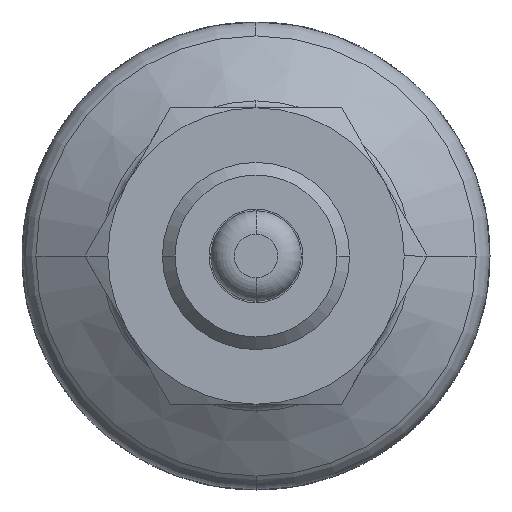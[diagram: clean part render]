
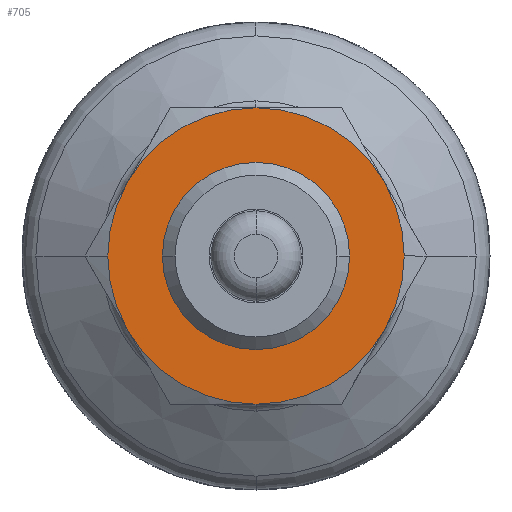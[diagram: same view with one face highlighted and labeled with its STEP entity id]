
A CAD part, front view. The second image highlights one B-rep face of the part: STEP entity #705.
In plain terms, the highlighted planar face has unit normal (0, -1, 0).
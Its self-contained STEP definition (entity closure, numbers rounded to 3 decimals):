
#705=ADVANCED_FACE('',(#2049,#2050),#2051,.T.);
#2049=FACE_OUTER_BOUND('',#4037,.T.);
#2050=FACE_BOUND('',#4038,.T.);
#2051=PLANE('',#4039);
#4037=EDGE_LOOP('',(#6067,#6068,#6069,#6070,#6071,#6072,#6073,#6074));
#4038=EDGE_LOOP('',(#6075,#6076));
#4039=AXIS2_PLACEMENT_3D('',#6077,#6078,#6079);
#6067=ORIENTED_EDGE('',*,*,#12512,.F.);
#6068=ORIENTED_EDGE('',*,*,#12513,.F.);
#6069=ORIENTED_EDGE('',*,*,#12514,.F.);
#6070=ORIENTED_EDGE('',*,*,#12515,.F.);
#6071=ORIENTED_EDGE('',*,*,#12501,.F.);
#6072=ORIENTED_EDGE('',*,*,#12516,.F.);
#6073=ORIENTED_EDGE('',*,*,#12517,.F.);
#6074=ORIENTED_EDGE('',*,*,#12496,.F.);
#6075=ORIENTED_EDGE('',*,*,#12485,.T.);
#6076=ORIENTED_EDGE('',*,*,#12518,.T.);
#6077=CARTESIAN_POINT('',(4.75,22.0,0.0));
#6078=DIRECTION('',(-0.0,-1.0,-0.0));
#6079=DIRECTION('',(-1.0,0.0,0.0));
#12485=EDGE_CURVE('',#15079,#15082,#15084,.T.);
#12496=EDGE_CURVE('',#15100,#15103,#15104,.T.);
#12501=EDGE_CURVE('',#15110,#15108,#15112,.T.);
#12512=EDGE_CURVE('',#15127,#15100,#15128,.T.);
#12513=EDGE_CURVE('',#15129,#15127,#15130,.T.);
#12514=EDGE_CURVE('',#15131,#15129,#15132,.T.);
#12515=EDGE_CURVE('',#15108,#15131,#15133,.T.);
#12516=EDGE_CURVE('',#15134,#15110,#15135,.T.);
#12517=EDGE_CURVE('',#15103,#15134,#15136,.T.);
#12518=EDGE_CURVE('',#15082,#15079,#15137,.T.);
#15079=VERTEX_POINT('',#18965);
#15082=VERTEX_POINT('',#18969);
#15084=CIRCLE('',#18972,5.188);
#15100=VERTEX_POINT('',#19012);
#15103=VERTEX_POINT('',#19016);
#15104=CIRCLE('',#19017,9.5);
#15108=VERTEX_POINT('',#19032);
#15110=VERTEX_POINT('',#19035);
#15112=CIRCLE('',#19048,9.5);
#15127=VERTEX_POINT('',#19065);
#15128=CIRCLE('',#19066,9.5);
#15129=VERTEX_POINT('',#19067);
#15130=CIRCLE('',#19068,9.5);
#15131=VERTEX_POINT('',#19069);
#15132=CIRCLE('',#19070,9.5);
#15133=CIRCLE('',#19071,9.5);
#15134=VERTEX_POINT('',#19072);
#15135=CIRCLE('',#19073,9.5);
#15136=CIRCLE('',#19074,9.5);
#15137=CIRCLE('',#19075,5.188);
#18965=CARTESIAN_POINT('',(5.188,22.0,0.0));
#18969=CARTESIAN_POINT('',(-5.188,22.0,0.));
#18972=AXIS2_PLACEMENT_3D('',#24119,#24120,#24121);
#19012=CARTESIAN_POINT('',(9.5,22.0,0.));
#19016=CARTESIAN_POINT('',(8.227,22.0,-4.75));
#19017=AXIS2_PLACEMENT_3D('',#24131,#24132,#24133);
#19032=CARTESIAN_POINT('',(-9.5,22.0,0.));
#19035=CARTESIAN_POINT('',(-8.227,22.0,-4.75));
#19048=AXIS2_PLACEMENT_3D('',#24135,#24136,#24137);
#19065=CARTESIAN_POINT('',(8.227,22.0,4.75));
#19066=AXIS2_PLACEMENT_3D('',#24152,#24153,#24154);
#19067=CARTESIAN_POINT('',(0.,22.0,9.5));
#19068=AXIS2_PLACEMENT_3D('',#24155,#24156,#24157);
#19069=CARTESIAN_POINT('',(-8.227,22.0,4.75));
#19070=AXIS2_PLACEMENT_3D('',#24158,#24159,#24160);
#19071=AXIS2_PLACEMENT_3D('',#24161,#24162,#24163);
#19072=CARTESIAN_POINT('',(0.0,22.0,-9.5));
#19073=AXIS2_PLACEMENT_3D('',#24164,#24165,#24166);
#19074=AXIS2_PLACEMENT_3D('',#24167,#24168,#24169);
#19075=AXIS2_PLACEMENT_3D('',#24170,#24171,#24172);
#24119=CARTESIAN_POINT('',(0.0,22.0,0.0));
#24120=DIRECTION('',(-0.0,1.0,0.0));
#24121=DIRECTION('',(1.0,0.0,0.0));
#24131=CARTESIAN_POINT('',(0.0,22.0,0.0));
#24132=DIRECTION('',(-0.0,1.0,0.0));
#24133=DIRECTION('',(1.0,0.0,0.0));
#24135=CARTESIAN_POINT('',(0.0,22.0,0.0));
#24136=DIRECTION('',(-0.0,1.0,0.0));
#24137=DIRECTION('',(1.0,0.0,0.0));
#24152=CARTESIAN_POINT('',(0.0,22.0,0.0));
#24153=DIRECTION('',(-0.0,1.0,0.0));
#24154=DIRECTION('',(1.0,0.0,0.0));
#24155=CARTESIAN_POINT('',(0.0,22.0,0.0));
#24156=DIRECTION('',(-0.0,1.0,0.0));
#24157=DIRECTION('',(1.0,0.0,0.0));
#24158=CARTESIAN_POINT('',(0.0,22.0,0.0));
#24159=DIRECTION('',(-0.0,1.0,0.0));
#24160=DIRECTION('',(1.0,0.0,0.0));
#24161=CARTESIAN_POINT('',(0.0,22.0,0.0));
#24162=DIRECTION('',(-0.0,1.0,0.0));
#24163=DIRECTION('',(1.0,0.0,0.0));
#24164=CARTESIAN_POINT('',(0.0,22.0,0.0));
#24165=DIRECTION('',(-0.0,1.0,0.0));
#24166=DIRECTION('',(1.0,0.0,0.0));
#24167=CARTESIAN_POINT('',(0.0,22.0,0.0));
#24168=DIRECTION('',(-0.0,1.0,0.0));
#24169=DIRECTION('',(1.0,0.0,0.0));
#24170=CARTESIAN_POINT('',(0.0,22.0,0.0));
#24171=DIRECTION('',(-0.0,1.0,0.0));
#24172=DIRECTION('',(1.0,0.0,0.0));
